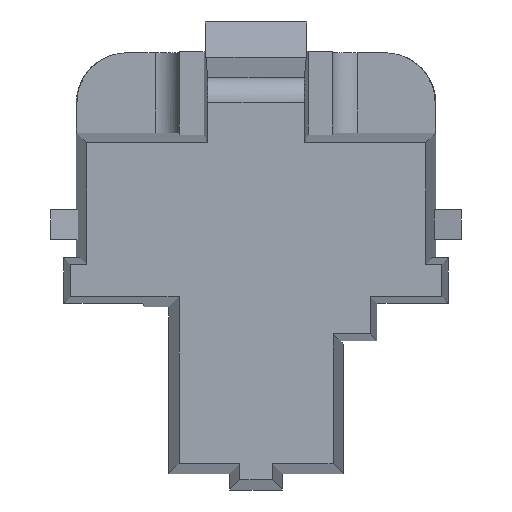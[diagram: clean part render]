
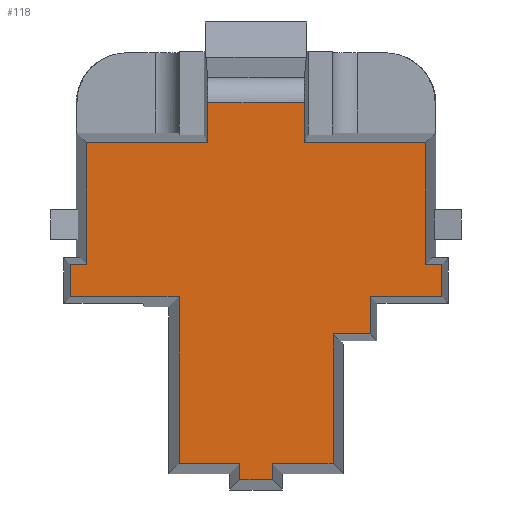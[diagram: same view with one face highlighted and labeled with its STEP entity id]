
A CAD part, front view. The second image highlights one B-rep face of the part: STEP entity #118.
In plain terms, the highlighted planar face has unit normal (0, -1, 0).
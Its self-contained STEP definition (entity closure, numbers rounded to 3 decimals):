
#51=B_SPLINE_CURVE_WITH_KNOTS('',3,(#1594,#1595,#1596,#1597,#1598,#1599,
#1600),.UNSPECIFIED.,.F.,.F.,(4,3,4),(0.,0.5,1.),
 .UNSPECIFIED.);
#118=ADVANCED_FACE('',(#225),#170,.F.);
#170=PLANE('',#1193);
#225=FACE_OUTER_BOUND('',#285,.T.);
#285=EDGE_LOOP('',(#541,#542,#543,#544,#545,#546,#547,#548,#549,#550,#551,
#552,#553,#554,#555,#556,#557,#558,#559,#560,#561,#562));
#541=ORIENTED_EDGE('',*,*,#765,.F.);
#542=ORIENTED_EDGE('',*,*,#744,.T.);
#543=ORIENTED_EDGE('',*,*,#808,.T.);
#544=ORIENTED_EDGE('',*,*,#875,.T.);
#545=ORIENTED_EDGE('',*,*,#794,.T.);
#546=ORIENTED_EDGE('',*,*,#737,.T.);
#547=ORIENTED_EDGE('',*,*,#753,.T.);
#548=ORIENTED_EDGE('',*,*,#862,.T.);
#549=ORIENTED_EDGE('',*,*,#874,.F.);
#550=ORIENTED_EDGE('',*,*,#734,.F.);
#551=ORIENTED_EDGE('',*,*,#773,.T.);
#552=ORIENTED_EDGE('',*,*,#792,.T.);
#553=ORIENTED_EDGE('',*,*,#789,.F.);
#554=ORIENTED_EDGE('',*,*,#786,.T.);
#555=ORIENTED_EDGE('',*,*,#783,.T.);
#556=ORIENTED_EDGE('',*,*,#780,.F.);
#557=ORIENTED_EDGE('',*,*,#777,.F.);
#558=ORIENTED_EDGE('',*,*,#866,.T.);
#559=ORIENTED_EDGE('',*,*,#867,.T.);
#560=ORIENTED_EDGE('',*,*,#870,.T.);
#561=ORIENTED_EDGE('',*,*,#876,.F.);
#562=ORIENTED_EDGE('',*,*,#863,.T.);
#627=VERTEX_POINT('',#1464);
#628=VERTEX_POINT('',#1466);
#630=VERTEX_POINT('',#1471);
#631=VERTEX_POINT('',#1473);
#636=VERTEX_POINT('',#1486);
#638=VERTEX_POINT('',#1489);
#646=VERTEX_POINT('',#1506);
#657=VERTEX_POINT('',#1537);
#664=VERTEX_POINT('',#1552);
#667=VERTEX_POINT('',#1560);
#668=VERTEX_POINT('',#1562);
#670=VERTEX_POINT('',#1568);
#672=VERTEX_POINT('',#1574);
#674=VERTEX_POINT('',#1580);
#676=VERTEX_POINT('',#1586);
#678=VERTEX_POINT('',#1601);
#691=VERTEX_POINT('',#1673);
#720=VERTEX_POINT('',#1935);
#721=VERTEX_POINT('',#1939);
#722=VERTEX_POINT('',#1943);
#723=VERTEX_POINT('',#1947);
#724=VERTEX_POINT('',#1951);
#734=EDGE_CURVE('',#627,#628,#895,.T.);
#737=EDGE_CURVE('',#631,#630,#898,.T.);
#744=EDGE_CURVE('',#638,#636,#903,.T.);
#753=EDGE_CURVE('',#630,#646,#911,.T.);
#765=EDGE_CURVE('',#638,#657,#921,.T.);
#773=EDGE_CURVE('',#627,#664,#929,.T.);
#777=EDGE_CURVE('',#667,#668,#933,.T.);
#780=EDGE_CURVE('',#668,#670,#936,.T.);
#783=EDGE_CURVE('',#672,#670,#939,.T.);
#786=EDGE_CURVE('',#674,#672,#942,.T.);
#789=EDGE_CURVE('',#674,#676,#945,.T.);
#792=EDGE_CURVE('',#664,#676,#948,.T.);
#794=EDGE_CURVE('',#678,#631,#51,.T.);
#808=EDGE_CURVE('',#636,#691,#954,.T.);
#862=EDGE_CURVE('',#646,#720,#992,.T.);
#863=EDGE_CURVE('',#721,#657,#993,.T.);
#866=EDGE_CURVE('',#667,#722,#996,.T.);
#867=EDGE_CURVE('',#722,#723,#997,.T.);
#870=EDGE_CURVE('',#723,#724,#1000,.T.);
#874=EDGE_CURVE('',#628,#720,#1004,.T.);
#875=EDGE_CURVE('',#691,#678,#1005,.T.);
#876=EDGE_CURVE('',#721,#724,#1006,.T.);
#895=LINE('',#1465,#1025);
#898=LINE('',#1472,#1028);
#903=LINE('',#1488,#1033);
#911=LINE('',#1507,#1041);
#921=LINE('',#1536,#1051);
#929=LINE('',#1553,#1059);
#933=LINE('',#1561,#1063);
#936=LINE('',#1567,#1066);
#939=LINE('',#1573,#1069);
#942=LINE('',#1579,#1072);
#945=LINE('',#1585,#1075);
#948=LINE('',#1591,#1078);
#954=LINE('',#1674,#1084);
#992=LINE('',#1936,#1122);
#993=LINE('',#1938,#1123);
#996=LINE('',#1944,#1126);
#997=LINE('',#1946,#1127);
#1000=LINE('',#1952,#1130);
#1004=LINE('',#1959,#1134);
#1005=LINE('',#1961,#1135);
#1006=LINE('',#1962,#1136);
#1025=VECTOR('',#1215,1.);
#1028=VECTOR('',#1220,1.);
#1033=VECTOR('',#1229,1.);
#1041=VECTOR('',#1241,1.);
#1051=VECTOR('',#1253,1.);
#1059=VECTOR('',#1263,1.);
#1063=VECTOR('',#1269,1.);
#1066=VECTOR('',#1274,1.);
#1069=VECTOR('',#1279,1.);
#1072=VECTOR('',#1284,1.);
#1075=VECTOR('',#1289,1.);
#1078=VECTOR('',#1294,1.);
#1084=VECTOR('',#1304,1.);
#1122=VECTOR('',#1380,1.);
#1123=VECTOR('',#1383,1.);
#1126=VECTOR('',#1388,1.);
#1127=VECTOR('',#1391,1.);
#1130=VECTOR('',#1396,1.);
#1134=VECTOR('',#1404,1.);
#1135=VECTOR('',#1407,1.);
#1136=VECTOR('',#1408,1.);
#1193=AXIS2_PLACEMENT_3D('',#1963,#1409,#1410);
#1215=DIRECTION('',(-1.,0.,0.));
#1220=DIRECTION('',(-1.,0.,0.));
#1229=DIRECTION('',(-1.,0.,0.));
#1241=DIRECTION('',(0.,0.,-1.));
#1253=DIRECTION('',(0.,0.,-1.));
#1263=DIRECTION('',(0.,0.,-1.));
#1269=DIRECTION('',(0.,0.,-1.));
#1274=DIRECTION('',(-1.,0.,0.));
#1279=DIRECTION('',(0.,0.,1.));
#1284=DIRECTION('',(1.,0.,0.));
#1289=DIRECTION('',(0.,0.,1.));
#1294=DIRECTION('',(1.,0.,0.));
#1304=DIRECTION('',(0.,0.,1.));
#1380=DIRECTION('',(-1.,0.,0.));
#1383=DIRECTION('',(-1.,0.,0.));
#1388=DIRECTION('',(1.,0.,0.));
#1391=DIRECTION('',(0.,0.,1.));
#1396=DIRECTION('',(1.,0.,0.));
#1404=DIRECTION('',(0.,0.,1.));
#1407=DIRECTION('',(-1.,0.,0.));
#1408=DIRECTION('',(0.,0.,-1.));
#1409=DIRECTION('',(0.,1.,0.));
#1410=DIRECTION('',(1.,0.,0.));
#1464=CARTESIAN_POINT('',(-3.183,-2.2,-10.04));
#1465=CARTESIAN_POINT('',(4.267,-2.2,-10.04));
#1466=CARTESIAN_POINT('',(-7.558,-2.2,-10.04));
#1471=CARTESIAN_POINT('',(-6.906,-2.2,-3.84));
#1472=CARTESIAN_POINT('',(-2.218,-2.2,-3.84));
#1473=CARTESIAN_POINT('',(-2.024,-2.2,-3.84));
#1486=CARTESIAN_POINT('',(1.858,-2.2,-3.84));
#1488=CARTESIAN_POINT('',(-2.218,-2.2,-3.84));
#1489=CARTESIAN_POINT('',(6.74,-2.2,-3.84));
#1506=CARTESIAN_POINT('',(-6.906,-2.2,-8.745));
#1507=CARTESIAN_POINT('',(-6.906,-2.2,-6.54));
#1536=CARTESIAN_POINT('',(6.74,-2.2,-10.89));
#1537=CARTESIAN_POINT('',(6.74,-2.2,-8.745));
#1552=CARTESIAN_POINT('',(-3.183,-2.2,-16.763));
#1553=CARTESIAN_POINT('',(-3.183,-2.2,-13.276));
#1560=CARTESIAN_POINT('',(3.017,-2.2,-11.54));
#1561=CARTESIAN_POINT('',(3.017,-2.2,-10.89));
#1562=CARTESIAN_POINT('',(3.017,-2.2,-16.763));
#1567=CARTESIAN_POINT('',(4.267,-2.2,-16.763));
#1568=CARTESIAN_POINT('',(0.567,-2.2,-16.763));
#1573=CARTESIAN_POINT('',(0.567,-2.2,-17.263));
#1574=CARTESIAN_POINT('',(0.567,-2.2,-17.41));
#1579=CARTESIAN_POINT('',(-0.747,-2.2,-17.41));
#1580=CARTESIAN_POINT('',(-0.733,-2.2,-17.41));
#1585=CARTESIAN_POINT('',(-0.733,-2.2,-10.89));
#1586=CARTESIAN_POINT('',(-0.733,-2.2,-16.763));
#1591=CARTESIAN_POINT('',(-3.197,-2.2,-16.763));
#1594=CARTESIAN_POINT('',(-2.024,-2.2,-2.228));
#1595=CARTESIAN_POINT('',(-2.024,-2.2,-2.497));
#1596=CARTESIAN_POINT('',(-2.024,-2.2,-2.765));
#1597=CARTESIAN_POINT('',(-2.024,-2.2,-3.034));
#1598=CARTESIAN_POINT('',(-2.024,-2.2,-3.303));
#1599=CARTESIAN_POINT('',(-2.024,-2.2,-3.571));
#1600=CARTESIAN_POINT('',(-2.024,-2.2,-3.84));
#1601=CARTESIAN_POINT('',(-2.024,-2.2,-2.228));
#1673=CARTESIAN_POINT('',(1.858,-2.2,-2.228));
#1674=CARTESIAN_POINT('',(1.858,-2.2,-10.89));
#1935=CARTESIAN_POINT('',(-7.558,-2.2,-8.745));
#1936=CARTESIAN_POINT('',(-7.327,-2.2,-8.745));
#1938=CARTESIAN_POINT('',(7.161,-2.2,-8.745));
#1939=CARTESIAN_POINT('',(7.392,-2.2,-8.745));
#1943=CARTESIAN_POINT('',(4.517,-2.2,-11.54));
#1944=CARTESIAN_POINT('',(4.267,-2.2,-11.54));
#1946=CARTESIAN_POINT('',(4.517,-2.2,-10.54));
#1947=CARTESIAN_POINT('',(4.517,-2.2,-10.04));
#1951=CARTESIAN_POINT('',(7.392,-2.2,-10.04));
#1952=CARTESIAN_POINT('',(4.267,-2.2,-10.04));
#1959=CARTESIAN_POINT('',(-7.558,-2.2,-10.89));
#1961=CARTESIAN_POINT('',(-2.024,-2.2,-2.228));
#1962=CARTESIAN_POINT('',(7.392,-2.2,-10.89));
#1963=CARTESIAN_POINT('',(4.267,-2.2,-10.89));
